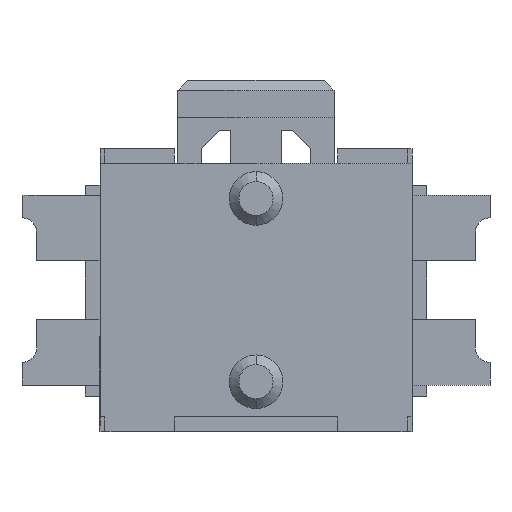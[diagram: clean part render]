
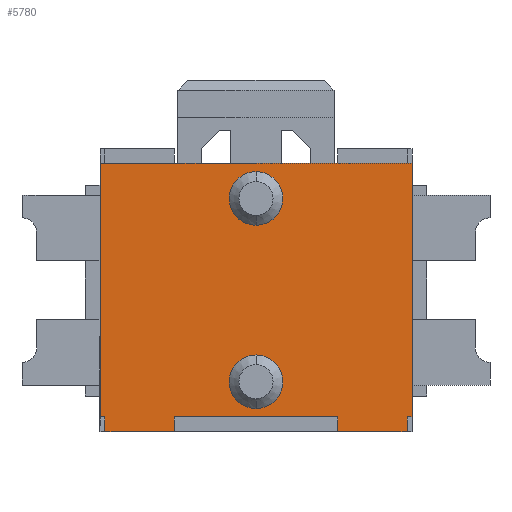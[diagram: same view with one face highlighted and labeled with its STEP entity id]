
A CAD part, front view. The second image highlights one B-rep face of the part: STEP entity #5780.
In plain terms, the highlighted planar face has unit normal (0, -1, 0).
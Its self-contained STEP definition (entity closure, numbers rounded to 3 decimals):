
#22 = CARTESIAN_POINT ( 'NONE',  ( -0.837, 0., -1.3 ) ) ;
#26 = ORIENTED_EDGE ( 'NONE', *, *, #4381, .F. ) ;
#80 = LINE ( 'NONE', #3253, #2852 ) ;
#151 = ORIENTED_EDGE ( 'NONE', *, *, #221, .F. ) ;
#169 = AXIS2_PLACEMENT_3D ( 'NONE', #5607, #683, #2920 ) ;
#171 = CARTESIAN_POINT ( 'NONE',  ( -1.549, 0., -1.3 ) ) ;
#201 = FACE_BOUND ( 'NONE', #4635, .T. ) ;
#221 = EDGE_CURVE ( 'NONE', #6972, #4530, #6904, .T. ) ;
#266 = VECTOR ( 'NONE', #2037, 1000. ) ;
#306 = DIRECTION ( 'NONE',  ( 0., -1., 0. ) ) ;
#355 = AXIS2_PLACEMENT_3D ( 'NONE', #6848, #306, #6883 ) ;
#430 = VERTEX_POINT ( 'NONE', #4351 ) ;
#479 = ORIENTED_EDGE ( 'NONE', *, *, #7033, .F. ) ;
#506 = VECTOR ( 'NONE', #3339, 1000. ) ;
#544 = DIRECTION ( 'NONE',  ( 0., -1., 0. ) ) ;
#566 = CARTESIAN_POINT ( 'NONE',  ( -1.75, 0., -1.45 ) ) ;
#627 = PLANE ( 'NONE',  #1683 ) ;
#683 = DIRECTION ( 'NONE',  ( 0., -1., 0. ) ) ;
#699 = LINE ( 'NONE', #5666, #3281 ) ;
#732 = EDGE_CURVE ( 'NONE', #430, #7008, #2844, .T. ) ;
#741 = FACE_BOUND ( 'NONE', #5817, .T. ) ;
#777 = VECTOR ( 'NONE', #3523, 1000. ) ;
#840 = LINE ( 'NONE', #4780, #1239 ) ;
#927 = VECTOR ( 'NONE', #2886, 1000. ) ;
#1000 = VERTEX_POINT ( 'NONE', #1376 ) ;
#1097 = VERTEX_POINT ( 'NONE', #2804 ) ;
#1144 = EDGE_CURVE ( 'NONE', #1831, #1470, #6674, .T. ) ;
#1183 = LINE ( 'NONE', #566, #5184 ) ;
#1239 = VECTOR ( 'NONE', #6975, 1000. ) ;
#1284 = LINE ( 'NONE', #1361, #777 ) ;
#1361 = CARTESIAN_POINT ( 'NONE',  ( -1.6, 0., 1.3 ) ) ;
#1376 = CARTESIAN_POINT ( 'NONE',  ( -1.6, 0., 1.3 ) ) ;
#1470 = VERTEX_POINT ( 'NONE', #6622 ) ;
#1591 = EDGE_CURVE ( 'NONE', #6956, #7008, #2382, .T. ) ;
#1683 = AXIS2_PLACEMENT_3D ( 'NONE', #6206, #4549, #6252 ) ;
#1765 = DIRECTION ( 'NONE',  ( 0., 0., -1. ) ) ;
#1769 = DIRECTION ( 'NONE',  ( 0., 0., -1. ) ) ;
#1831 = VERTEX_POINT ( 'NONE', #5090 ) ;
#1867 = FACE_OUTER_BOUND ( 'NONE', #2370, .T. ) ;
#1940 = ORIENTED_EDGE ( 'NONE', *, *, #2482, .F. ) ;
#2037 = DIRECTION ( 'NONE',  ( 1., 0., 0. ) ) ;
#2098 = VECTOR ( 'NONE', #1769, 1000. ) ;
#2370 = EDGE_LOOP ( 'NONE', ( #4953, #2457, #4338, #4420, #3918, #2938, #479, #1940, #3729, #4397, #3131, #26 ) ) ;
#2382 = LINE ( 'NONE', #6713, #927 ) ;
#2457 = ORIENTED_EDGE ( 'NONE', *, *, #3749, .T. ) ;
#2482 = EDGE_CURVE ( 'NONE', #4318, #3508, #5610, .T. ) ;
#2539 = VERTEX_POINT ( 'NONE', #6788 ) ;
#2619 = EDGE_CURVE ( 'NONE', #2637, #6710, #3167, .T. ) ;
#2637 = VERTEX_POINT ( 'NONE', #4797 ) ;
#2673 = VECTOR ( 'NONE', #3235, 1000. ) ;
#2778 = ORIENTED_EDGE ( 'NONE', *, *, #4779, .F. ) ;
#2804 = CARTESIAN_POINT ( 'NONE',  ( 0., 0., -0.665 ) ) ;
#2825 = CARTESIAN_POINT ( 'NONE',  ( -0.837, 0., -1.45 ) ) ;
#2844 = LINE ( 'NONE', #4525, #5983 ) ;
#2852 = VECTOR ( 'NONE', #4427, 1000. ) ;
#2867 = CARTESIAN_POINT ( 'NONE',  ( -1.6, 0., -1.3 ) ) ;
#2886 = DIRECTION ( 'NONE',  ( -1., 0., 0. ) ) ;
#2920 = DIRECTION ( 'NONE',  ( 0., 0., 1. ) ) ;
#2933 = EDGE_CURVE ( 'NONE', #5786, #1831, #7027, .T. ) ;
#2938 = ORIENTED_EDGE ( 'NONE', *, *, #1144, .T. ) ;
#2939 = DIRECTION ( 'NONE',  ( 0., 0., 1. ) ) ;
#2974 = DIRECTION ( 'NONE',  ( 0., -1., 0. ) ) ;
#3081 = CARTESIAN_POINT ( 'NONE',  ( -1.6, 0., -1.3 ) ) ;
#3131 = ORIENTED_EDGE ( 'NONE', *, *, #1591, .F. ) ;
#3167 = LINE ( 'NONE', #5342, #2673 ) ;
#3235 = DIRECTION ( 'NONE',  ( 1., 0., 0. ) ) ;
#3253 = CARTESIAN_POINT ( 'NONE',  ( 0.837, 0., -1.3 ) ) ;
#3266 = CIRCLE ( 'NONE', #169, 0.275 ) ;
#3281 = VECTOR ( 'NONE', #2939, 1000. ) ;
#3291 = VERTEX_POINT ( 'NONE', #3716 ) ;
#3339 = DIRECTION ( 'NONE',  ( 0., 0., -1. ) ) ;
#3340 = CARTESIAN_POINT ( 'NONE',  ( 0., 0., 0.665 ) ) ;
#3456 = EDGE_CURVE ( 'NONE', #1097, #2539, #5836, .T. ) ;
#3506 = EDGE_CURVE ( 'NONE', #430, #4318, #80, .T. ) ;
#3508 = VERTEX_POINT ( 'NONE', #2825 ) ;
#3523 = DIRECTION ( 'NONE',  ( 1., 0., 0. ) ) ;
#3701 = CARTESIAN_POINT ( 'NONE',  ( 1.549, 0., -1.45 ) ) ;
#3716 = CARTESIAN_POINT ( 'NONE',  ( 1.6, 0., 1.3 ) ) ;
#3729 = ORIENTED_EDGE ( 'NONE', *, *, #3506, .F. ) ;
#3749 = EDGE_CURVE ( 'NONE', #6710, #3291, #840, .T. ) ;
#3918 = ORIENTED_EDGE ( 'NONE', *, *, #2933, .T. ) ;
#4318 = VERTEX_POINT ( 'NONE', #22 ) ;
#4338 = ORIENTED_EDGE ( 'NONE', *, *, #5792, .F. ) ;
#4351 = CARTESIAN_POINT ( 'NONE',  ( 0.837, 0., -1.3 ) ) ;
#4381 = EDGE_CURVE ( 'NONE', #2637, #6956, #6262, .T. ) ;
#4397 = ORIENTED_EDGE ( 'NONE', *, *, #732, .T. ) ;
#4420 = ORIENTED_EDGE ( 'NONE', *, *, #6160, .F. ) ;
#4427 = DIRECTION ( 'NONE',  ( -1., 0., 0. ) ) ;
#4440 = EDGE_CURVE ( 'NONE', #2539, #1097, #3266, .T. ) ;
#4525 = CARTESIAN_POINT ( 'NONE',  ( 0.837, 0., -1.3 ) ) ;
#4530 = VERTEX_POINT ( 'NONE', #6857 ) ;
#4549 = DIRECTION ( 'NONE',  ( 0., 1., 0. ) ) ;
#4601 = ORIENTED_EDGE ( 'NONE', *, *, #4440, .F. ) ;
#4635 = EDGE_LOOP ( 'NONE', ( #4945, #4601 ) ) ;
#4779 = EDGE_CURVE ( 'NONE', #4530, #6972, #5744, .T. ) ;
#4780 = CARTESIAN_POINT ( 'NONE',  ( 1.6, 0., 1.076 ) ) ;
#4797 = CARTESIAN_POINT ( 'NONE',  ( 1.549, 0., -1.3 ) ) ;
#4920 = CARTESIAN_POINT ( 'NONE',  ( 0., 0., -0.94 ) ) ;
#4945 = ORIENTED_EDGE ( 'NONE', *, *, #3456, .F. ) ;
#4953 = ORIENTED_EDGE ( 'NONE', *, *, #2619, .T. ) ;
#5090 = CARTESIAN_POINT ( 'NONE',  ( -1.549, 0., -1.3 ) ) ;
#5117 = CARTESIAN_POINT ( 'NONE',  ( 0., 0., 0.94 ) ) ;
#5153 = DIRECTION ( 'NONE',  ( 0., 0., 1. ) ) ;
#5184 = VECTOR ( 'NONE', #6027, 1000. ) ;
#5214 = VECTOR ( 'NONE', #1765, 1000. ) ;
#5342 = CARTESIAN_POINT ( 'NONE',  ( 1.6, 0., -1.3 ) ) ;
#5530 = CARTESIAN_POINT ( 'NONE',  ( 1.549, 0., -1.3 ) ) ;
#5607 = CARTESIAN_POINT ( 'NONE',  ( 0., 0., -0.94 ) ) ;
#5610 = LINE ( 'NONE', #6679, #2098 ) ;
#5666 = CARTESIAN_POINT ( 'NONE',  ( -1.6, 0., 1.076 ) ) ;
#5744 = CIRCLE ( 'NONE', #6429, 0.275 ) ;
#5780 = ADVANCED_FACE ( 'NONE', ( #201, #741, #1867 ), #627, .F. ) ;
#5786 = VERTEX_POINT ( 'NONE', #2867 ) ;
#5792 = EDGE_CURVE ( 'NONE', #1000, #3291, #1284, .T. ) ;
#5817 = EDGE_LOOP ( 'NONE', ( #2778, #151 ) ) ;
#5836 = CIRCLE ( 'NONE', #6974, 0.275 ) ;
#5972 = DIRECTION ( 'NONE',  ( 0., 0., 1. ) ) ;
#5983 = VECTOR ( 'NONE', #6061, 1000. ) ;
#6027 = DIRECTION ( 'NONE',  ( -1., 0., 0. ) ) ;
#6061 = DIRECTION ( 'NONE',  ( 0., 0., -1. ) ) ;
#6160 = EDGE_CURVE ( 'NONE', #5786, #1000, #699, .T. ) ;
#6206 = CARTESIAN_POINT ( 'NONE',  ( 0., 0., 0. ) ) ;
#6252 = DIRECTION ( 'NONE',  ( 0., 0., 1. ) ) ;
#6262 = LINE ( 'NONE', #5530, #506 ) ;
#6429 = AXIS2_PLACEMENT_3D ( 'NONE', #5117, #2974, #5153 ) ;
#6512 = CARTESIAN_POINT ( 'NONE',  ( 1.6, 0., -1.3 ) ) ;
#6622 = CARTESIAN_POINT ( 'NONE',  ( -1.549, 0., -1.45 ) ) ;
#6674 = LINE ( 'NONE', #171, #5214 ) ;
#6679 = CARTESIAN_POINT ( 'NONE',  ( -0.837, 0., -1.3 ) ) ;
#6710 = VERTEX_POINT ( 'NONE', #6512 ) ;
#6713 = CARTESIAN_POINT ( 'NONE',  ( -1.75, 0., -1.45 ) ) ;
#6788 = CARTESIAN_POINT ( 'NONE',  ( 0., 0., -1.215 ) ) ;
#6848 = CARTESIAN_POINT ( 'NONE',  ( 0., 0., 0.94 ) ) ;
#6857 = CARTESIAN_POINT ( 'NONE',  ( 0., 0., 1.215 ) ) ;
#6883 = DIRECTION ( 'NONE',  ( 0., 0., 1. ) ) ;
#6904 = CIRCLE ( 'NONE', #355, 0.275 ) ;
#6956 = VERTEX_POINT ( 'NONE', #3701 ) ;
#6972 = VERTEX_POINT ( 'NONE', #3340 ) ;
#6974 = AXIS2_PLACEMENT_3D ( 'NONE', #4920, #544, #5972 ) ;
#6975 = DIRECTION ( 'NONE',  ( 0., 0., 1. ) ) ;
#7008 = VERTEX_POINT ( 'NONE', #7071 ) ;
#7027 = LINE ( 'NONE', #3081, #266 ) ;
#7033 = EDGE_CURVE ( 'NONE', #3508, #1470, #1183, .T. ) ;
#7071 = CARTESIAN_POINT ( 'NONE',  ( 0.837, 0., -1.45 ) ) ;
